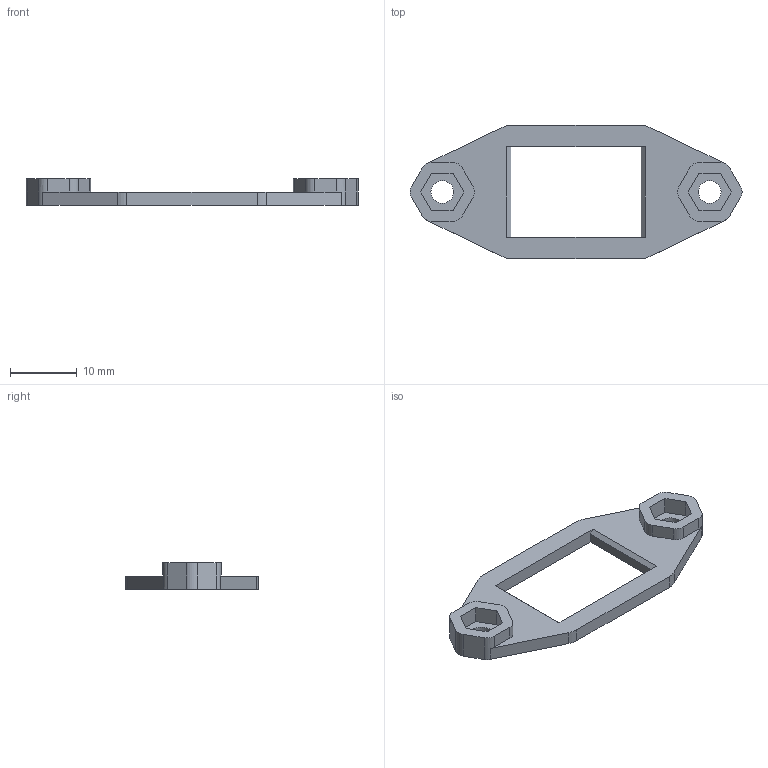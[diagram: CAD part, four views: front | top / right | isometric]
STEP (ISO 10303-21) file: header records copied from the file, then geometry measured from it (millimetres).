
FILE_DESCRIPTION(('STEP AP242'), '1');
FILE_NAME('KCD-11_Mount', '', ('UNSPECIFIED'), ('UNSPECIFIED'), 'C3D Converter', 'C3D Toolkit', '');
FILE_SCHEMA(('AP242_MANAGED_MODEL_BASED_3D_ENGINEERING_MIM_LF { 1 0 10303 442 1 1 4 }'));
Length unit declared in the file: millimetre
Products named in the file (3): -02
Assembly tree (2 placements, depth 3):
  (unnamed)
    -02
      (unnamed)
Bounding box: 49.67 x 19.9 x 4 mm (x, y, z)
Volume: 1125.3 mm3; surface area: 1594.2 mm2
Topology: 1 solids, 1 shells, 60 faces, 168 edges, 112 vertices
Faces by surface type: plane 42, cylinder 18
Full cylindrical faces by diameter (mm): 3.4 x2
Entity records: 2084 total; most frequent: CARTESIAN_POINT 341, DIRECTION 332, ORIENTED_EDGE 332, EDGE_CURVE 166, LINE 126, VECTOR 126, VERTEX_POINT 112, AXIS2_PLACEMENT_3D 103
